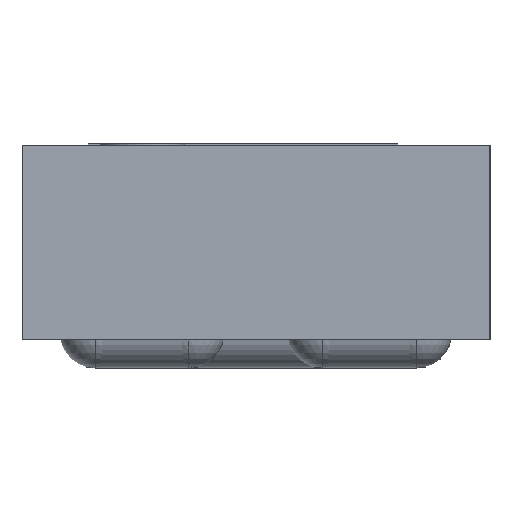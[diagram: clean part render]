
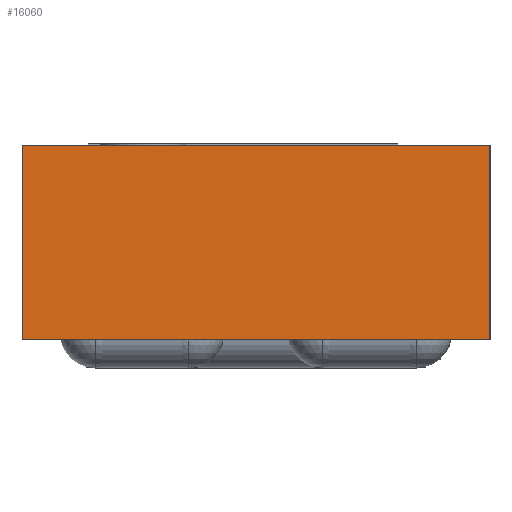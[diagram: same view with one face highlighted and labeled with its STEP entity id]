
A CAD part, left-side view. The second image highlights one B-rep face of the part: STEP entity #16060.
In plain terms, the highlighted planar face has unit normal (-1, 0, 0).
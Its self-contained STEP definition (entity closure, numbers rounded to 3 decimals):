
#15962 = EDGE_CURVE('',#15963,#15965,#15967,.T.);
#15963 = VERTEX_POINT('',#15964);
#15964 = CARTESIAN_POINT('',(-1.775,0.825,0.));
#15965 = VERTEX_POINT('',#15966);
#15966 = CARTESIAN_POINT('',(-1.775,0.825,0.685));
#15967 = LINE('',#15968,#15969);
#15968 = CARTESIAN_POINT('',(-1.775,0.825,0.));
#15969 = VECTOR('',#15970,1.);
#15970 = DIRECTION('',(0.,0.,1.));
#16035 = VERTEX_POINT('',#16036);
#16036 = CARTESIAN_POINT('',(-1.775,-0.825,0.685));
#16042 = EDGE_CURVE('',#16043,#16035,#16045,.T.);
#16043 = VERTEX_POINT('',#16044);
#16044 = CARTESIAN_POINT('',(-1.775,-0.825,0.));
#16045 = LINE('',#16046,#16047);
#16046 = CARTESIAN_POINT('',(-1.775,-0.825,0.));
#16047 = VECTOR('',#16048,1.);
#16048 = DIRECTION('',(0.,0.,1.));
#16060 = ADVANCED_FACE('',(#16061),#16077,.T.);
#16061 = FACE_BOUND('',#16062,.T.);
#16062 = EDGE_LOOP('',(#16063,#16064,#16070,#16071));
#16063 = ORIENTED_EDGE('',*,*,#16042,.T.);
#16064 = ORIENTED_EDGE('',*,*,#16065,.T.);
#16065 = EDGE_CURVE('',#16035,#15965,#16066,.T.);
#16066 = LINE('',#16067,#16068);
#16067 = CARTESIAN_POINT('',(-1.775,-0.825,0.685));
#16068 = VECTOR('',#16069,1.);
#16069 = DIRECTION('',(0.,1.,0.));
#16070 = ORIENTED_EDGE('',*,*,#15962,.F.);
#16071 = ORIENTED_EDGE('',*,*,#16072,.F.);
#16072 = EDGE_CURVE('',#16043,#15963,#16073,.T.);
#16073 = LINE('',#16074,#16075);
#16074 = CARTESIAN_POINT('',(-1.775,-0.825,0.));
#16075 = VECTOR('',#16076,1.);
#16076 = DIRECTION('',(0.,1.,0.));
#16077 = PLANE('',#16078);
#16078 = AXIS2_PLACEMENT_3D('',#16079,#16080,#16081);
#16079 = CARTESIAN_POINT('',(-1.775,-0.825,0.));
#16080 = DIRECTION('',(-1.,0.,0.));
#16081 = DIRECTION('',(0.,1.,0.));
